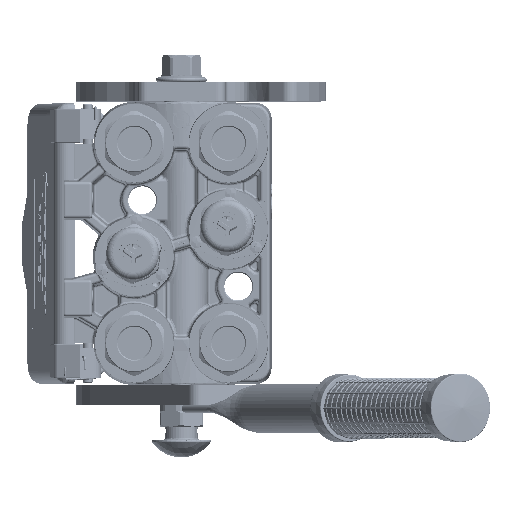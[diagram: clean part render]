
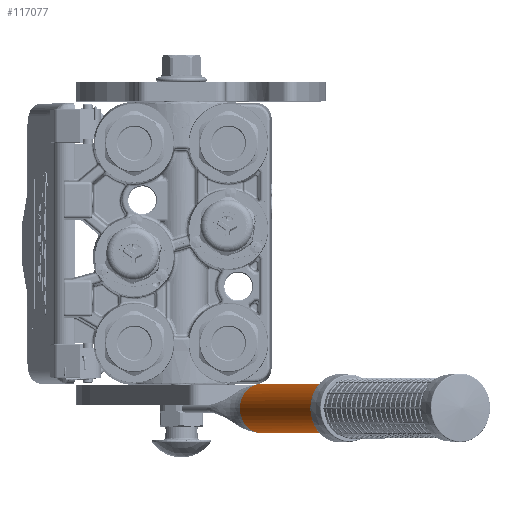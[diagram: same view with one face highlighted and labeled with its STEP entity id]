
A CAD part, top view. The second image highlights one B-rep face of the part: STEP entity #117077.
In plain terms, the highlighted cylindrical face has radius 12.5 mm (diameter 25 mm), a partial arc.
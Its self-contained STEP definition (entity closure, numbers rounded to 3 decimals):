
#808 = CARTESIAN_POINT ( 'NONE',  ( 12.5, 0.24, 0. ) ) ;
#3372 = ORIENTED_EDGE ( 'NONE', *, *, #118030, .T. ) ;
#10840 = CARTESIAN_POINT ( 'NONE',  ( 12.488, 0.202, 0.541 ) ) ;
#16992 = VERTEX_POINT ( 'NONE', #39858 ) ;
#17677 = EDGE_LOOP ( 'NONE', ( #83726, #145875, #264128, #74931, #235080, #3372, #145560 ) ) ;
#17729 = CARTESIAN_POINT ( 'NONE',  ( -12.468, 0.136, 0.889 ) ) ;
#20334 = CARTESIAN_POINT ( 'NONE',  ( 12.426, 0., 1.36 ) ) ;
#22329 = EDGE_CURVE ( 'NONE', #141882, #16992, #207223, .T. ) ;
#35373 = DIRECTION ( 'NONE',  ( 1., 0., 0. ) ) ;
#39858 = CARTESIAN_POINT ( 'NONE',  ( -12.5, 0.24, 0. ) ) ;
#41069 = CARTESIAN_POINT ( 'NONE',  ( -12.461, 0.114, 0.981 ) ) ;
#42603 = CARTESIAN_POINT ( 'NONE',  ( -12.426, 0., 1.36 ) ) ;
#53783 = CARTESIAN_POINT ( 'NONE',  ( 12.481, 0.178, 0.683 ) ) ;
#55690 = CARTESIAN_POINT ( 'NONE',  ( 12.484, 0.186, 0.638 ) ) ;
#56663 = CARTESIAN_POINT ( 'NONE',  ( 12.486, 0.195, 0.586 ) ) ;
#67245 = AXIS2_PLACEMENT_3D ( 'NONE', #197358, #242300, #131929 ) ;
#74931 = ORIENTED_EDGE ( 'NONE', *, *, #22329, .F. ) ;
#75315 = CARTESIAN_POINT ( 'NONE',  ( 12.426, 0., 1.36 ) ) ;
#76368 = CIRCLE ( 'NONE', #239359, 12.5 ) ;
#79519 = CARTESIAN_POINT ( 'NONE',  ( 12.5, 198., 0. ) ) ;
#80881 = CARTESIAN_POINT ( 'NONE',  ( 0., 198., 0. ) ) ;
#83653 = CYLINDRICAL_SURFACE ( 'NONE', #155125, 12.5 ) ;
#83726 = ORIENTED_EDGE ( 'NONE', *, *, #224169, .T. ) ;
#85459 = CIRCLE ( 'NONE', #67245, 12.5 ) ;
#86137 = CARTESIAN_POINT ( 'NONE',  ( -12.474, 0.155, 0.804 ) ) ;
#87036 = EDGE_CURVE ( 'NONE', #16992, #105882, #165031, .T. ) ;
#88076 = CARTESIAN_POINT ( 'NONE',  ( -12.494, 0.221, 0.449 ) ) ;
#88152 = VECTOR ( 'NONE', #284649, 1000. ) ;
#90755 = CARTESIAN_POINT ( 'NONE',  ( 0., 0., 0. ) ) ;
#92554 = VERTEX_POINT ( 'NONE', #808 ) ;
#97823 = CARTESIAN_POINT ( 'NONE',  ( 12.5, 0.24, 0. ) ) ;
#98750 = CARTESIAN_POINT ( 'NONE',  ( 12.482, 0.182, 0.665 ) ) ;
#98843 = CIRCLE ( 'NONE', #222653, 12.5 ) ;
#99693 = CARTESIAN_POINT ( 'NONE',  ( 12.5, 0.24, 0.108 ) ) ;
#105882 = VERTEX_POINT ( 'NONE', #173191 ) ;
#117077 = ADVANCED_FACE ( 'NONE', ( #202507 ), #83653, .T. ) ;
#118030 = EDGE_CURVE ( 'NONE', #244995, #213502, #76368, .T. ) ;
#121212 = CARTESIAN_POINT ( 'NONE',  ( 12.494, 0.22, 0.394 ) ) ;
#122174 = CARTESIAN_POINT ( 'NONE',  ( 12.482, 0.18, 0.676 ) ) ;
#123390 = DIRECTION ( 'NONE',  ( 0., -1., 0. ) ) ;
#125792 = DIRECTION ( 'NONE',  ( 0., 1., 0. ) ) ;
#129138 = CARTESIAN_POINT ( 'NONE',  ( -12.466, 0.13, 0.917 ) ) ;
#131929 = DIRECTION ( 'NONE',  ( -0.994, 0., 0.109 ) ) ;
#141882 = VERTEX_POINT ( 'NONE', #42603 ) ;
#143730 = CARTESIAN_POINT ( 'NONE',  ( 12.456, 0.096, 1.087 ) ) ;
#145560 = ORIENTED_EDGE ( 'NONE', *, *, #170982, .F. ) ;
#145658 = CARTESIAN_POINT ( 'NONE',  ( 12.492, 0.214, 0.452 ) ) ;
#145875 = ORIENTED_EDGE ( 'NONE', *, *, #211482, .F. ) ;
#148772 = CARTESIAN_POINT ( 'NONE',  ( 0., 0., 0. ) ) ;
#155125 = AXIS2_PLACEMENT_3D ( 'NONE', #148772, #123390, #35373 ) ;
#165031 = LINE ( 'NONE', #172361, #88152 ) ;
#170982 = EDGE_CURVE ( 'NONE', #92554, #213502, #191552, .T. ) ;
#172361 = CARTESIAN_POINT ( 'NONE',  ( -12.5, 0.24, 0. ) ) ;
#172674 = DIRECTION ( 'NONE',  ( 0., 1., 0. ) ) ;
#173191 = CARTESIAN_POINT ( 'NONE',  ( -12.5, 198., 0. ) ) ;
#174106 = CARTESIAN_POINT ( 'NONE',  ( -12.5, 0.24, 0. ) ) ;
#176974 = CARTESIAN_POINT ( 'NONE',  ( -12.466, 0.127, 0.927 ) ) ;
#183514 = VERTEX_POINT ( 'NONE', #79519 ) ;
#186740 = CARTESIAN_POINT ( 'NONE',  ( 12.481, 0.178, 0.688 ) ) ;
#191552 = B_SPLINE_CURVE_WITH_KNOTS ( 'NONE', 3,
 ( #97823, #99693, #256045, #121212, #145658, #10840, #56663, #55690, #98750, #122174, #53783, #186740, #209183, #143730, #75315 ),
 .UNSPECIFIED., .F., .F.,
 ( 4, 2, 2, 1, 1, 1, 2, 2, 4 ),
 ( 0., 0.25, 0.375, 0.437, 0.469, 0.484, 0.492, 0.5, 1. ),
 .UNSPECIFIED. ) ;
#196025 = CARTESIAN_POINT ( 'NONE',  ( 12.5, 0.24, 0. ) ) ;
#197358 = CARTESIAN_POINT ( 'NONE',  ( 0., 0., 0. ) ) ;
#200002 = EDGE_CURVE ( 'NONE', #141882, #244995, #85459, .T. ) ;
#202507 = FACE_OUTER_BOUND ( 'NONE', #17677, .T. ) ;
#207223 = B_SPLINE_CURVE_WITH_KNOTS ( 'NONE', 3,
 ( #245272, #263015, #288339, #41069, #242400, #176974, #129138, #241435, #17729, #221862, #86137, #244319, #219950, #88076, #266842, #174106 ),
 .UNSPECIFIED., .F., .F.,
 ( 4, 2, 1, 2, 2, 1, 2, 2, 4 ),
 ( 0., 0.25, 0.312, 0.328, 0.344, 0.375, 0.437, 0.5, 1. ),
 .UNSPECIFIED. ) ;
#209183 = CARTESIAN_POINT ( 'NONE',  ( 12.472, 0.146, 0.859 ) ) ;
#211482 = EDGE_CURVE ( 'NONE', #105882, #183514, #98843, .T. ) ;
#213502 = VERTEX_POINT ( 'NONE', #20334 ) ;
#219950 = CARTESIAN_POINT ( 'NONE',  ( -12.479, 0.172, 0.721 ) ) ;
#221862 = CARTESIAN_POINT ( 'NONE',  ( -12.471, 0.146, 0.847 ) ) ;
#222653 = AXIS2_PLACEMENT_3D ( 'NONE', #80881, #125792, #282147 ) ;
#224169 = EDGE_CURVE ( 'NONE', #92554, #183514, #271202, .T. ) ;
#235080 = ORIENTED_EDGE ( 'NONE', *, *, #200002, .T. ) ;
#236299 = CARTESIAN_POINT ( 'NONE',  ( 0., 0., 12.5 ) ) ;
#239359 = AXIS2_PLACEMENT_3D ( 'NONE', #90755, #246994, #290080 ) ;
#241435 = CARTESIAN_POINT ( 'NONE',  ( -12.467, 0.131, 0.91 ) ) ;
#242300 = DIRECTION ( 'NONE',  ( 0., 1., 0. ) ) ;
#242400 = CARTESIAN_POINT ( 'NONE',  ( -12.464, 0.121, 0.953 ) ) ;
#244319 = CARTESIAN_POINT ( 'NONE',  ( -12.478, 0.167, 0.748 ) ) ;
#244995 = VERTEX_POINT ( 'NONE', #236299 ) ;
#245272 = CARTESIAN_POINT ( 'NONE',  ( -12.426, 0., 1.36 ) ) ;
#246994 = DIRECTION ( 'NONE',  ( 0., 1., 0. ) ) ;
#256045 = CARTESIAN_POINT ( 'NONE',  ( 12.499, 0.235, 0.221 ) ) ;
#263015 = CARTESIAN_POINT ( 'NONE',  ( -12.441, 0.049, 1.219 ) ) ;
#264128 = ORIENTED_EDGE ( 'NONE', *, *, #87036, .F. ) ;
#266842 = CARTESIAN_POINT ( 'NONE',  ( -12.5, 0.24, 0.216 ) ) ;
#267855 = VECTOR ( 'NONE', #172674, 1000. ) ;
#271202 = LINE ( 'NONE', #196025, #267855 ) ;
#282147 = DIRECTION ( 'NONE',  ( -1., 0., 0. ) ) ;
#284649 = DIRECTION ( 'NONE',  ( 0., 1., 0. ) ) ;
#288339 = CARTESIAN_POINT ( 'NONE',  ( -12.452, 0.083, 1.1 ) ) ;
#290080 = DIRECTION ( 'NONE',  ( -0.994, 0., 0.109 ) ) ;
